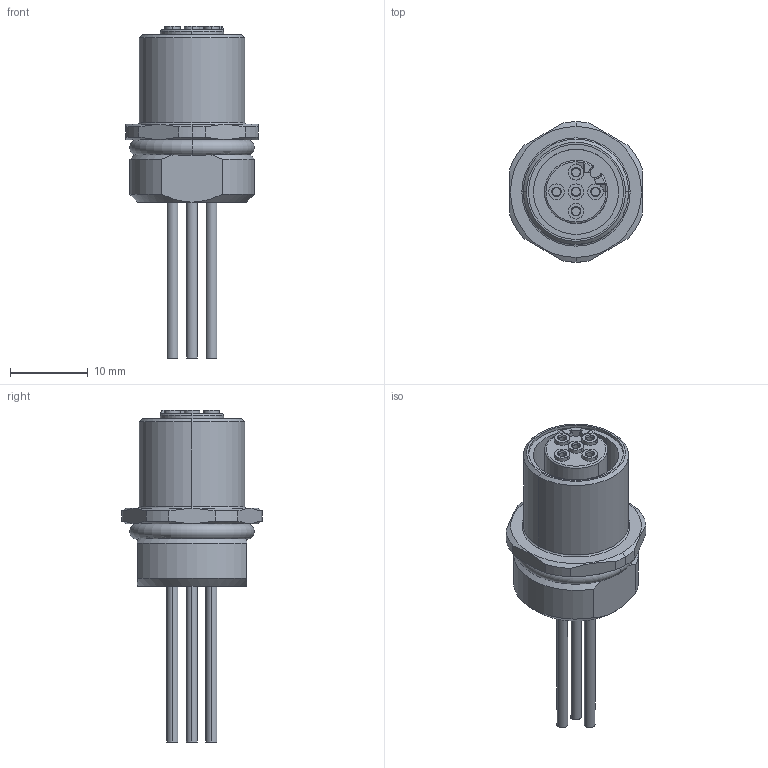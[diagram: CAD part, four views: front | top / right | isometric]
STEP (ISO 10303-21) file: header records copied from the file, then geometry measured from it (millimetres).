
FILE_DESCRIPTION (( 'STEP AP214' ), '1' );
FILE_NAME ('7231-13561-9720100.step', '2016-05-09T19:33:33', ( '' ), ( '' ), 'SwSTEP 2.0', 'SolidWorks 2015', '' );
FILE_SCHEMA (( 'AUTOMOTIVE_DESIGN' ));
Length unit declared in the file: millimetre
Products named in the file (1): 7231-13561-9720100
Bounding box: 17 x 18 x 42.6 mm (x, y, z)
Volume: 3369.9 mm3; surface area: 2560.1 mm2
Topology: 1 solids, 1 shells, 156 faces, 381 edges, 244 vertices
Faces by surface type: cylinder 65, plane 39, cone 34, torus 11, sphere 5, bspline 2
Entity records: 5796 total; most frequent: CARTESIAN_POINT 1053, DIRECTION 859, ORIENTED_EDGE 756, EDGE_CURVE 378, AXIS2_PLACEMENT_3D 368, VERTEX_POINT 243, CIRCLE 213, EDGE_LOOP 175
